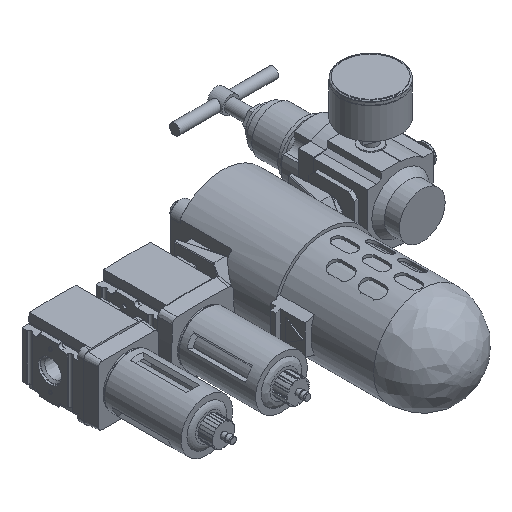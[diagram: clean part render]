
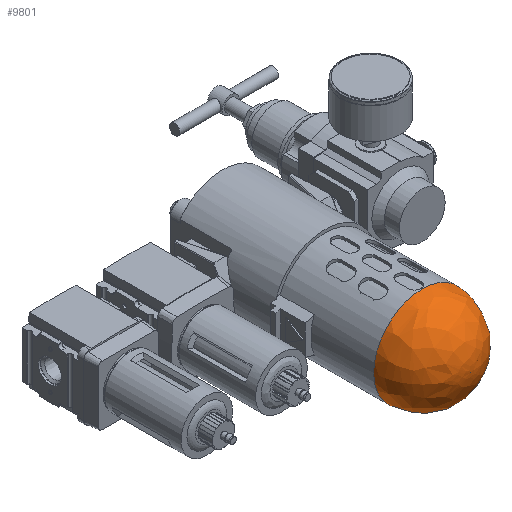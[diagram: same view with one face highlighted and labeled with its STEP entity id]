
A CAD part, isometric view. The second image highlights one B-rep face of the part: STEP entity #9801.
In plain terms, the highlighted free-form (B-spline) face has degree [3, 3] with [4, 7] control points.
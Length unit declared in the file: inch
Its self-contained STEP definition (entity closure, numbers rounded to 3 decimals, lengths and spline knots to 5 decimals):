
#291 = CARTESIAN_POINT ( 'NONE',  ( -0.72125, -5.0025, 0. ) ) ;
#327 = EDGE_CURVE ( 'NONE', #12112, #12112, #1749, .T. ) ;
#492 = CARTESIAN_POINT ( 'NONE',  ( -1.23125, -4.4925, 0. ) ) ;
#1749 = CIRCLE ( 'NONE', #28440, 1.23125 ) ;
#3636 = CARTESIAN_POINT ( 'NONE',  ( 0., -5.0025, 0. ) ) ;
#4048 = CARTESIAN_POINT ( 'NONE',  ( 1.23125, -4.4925, 2.4625 ) ) ;
#4670 = CARTESIAN_POINT ( 'NONE',  ( -1.23125, -3.77125, 0. ) ) ;
#4871 = CARTESIAN_POINT ( 'NONE',  ( -1.23125, -4.4925, -2.4625 ) ) ;
#6763 = CARTESIAN_POINT ( 'NONE',  ( 0.72125, -5.0025, -1.4425 ) ) ;
#7166 =( BOUNDED_SURFACE ( )  B_SPLINE_SURFACE ( 3, 3, ( 
 ( #32253, #35176, #25773, #28908, #3636, #10107, #12624 ),
 ( #291, #22645, #13037, #38515, #6763, #35585, #16384 ),
 ( #492, #25361, #4048, #9482, #33483, #4871, #39748 ),
 ( #4670, #29953, #39343, #29738, #39135, #17620, #17003 ) ),
 .UNSPECIFIED., .F., .T., .F. ) 
 B_SPLINE_SURFACE_WITH_KNOTS ( ( 4, 4 ),
 ( 4, 3, 4 ),
 ( 0., 1. ),
 ( 0., 0.5, 1. ),
 .UNSPECIFIED. ) 
 GEOMETRIC_REPRESENTATION_ITEM ( )  RATIONAL_B_SPLINE_SURFACE ( (
 ( 1., 0.333, 0.333, 1., 0.333, 0.333, 1.),
 ( 0.805, 0.268, 0.268, 0.805, 0.268, 0.268, 0.805),
 ( 0.805, 0.268, 0.268, 0.805, 0.268, 0.268, 0.805),
 ( 1., 0.333, 0.333, 1., 0.333, 0.333, 1.) ) ) 
 REPRESENTATION_ITEM ( '' )  SURFACE ( )  );
#9482 = CARTESIAN_POINT ( 'NONE',  ( 1.23125, -4.4925, 0. ) ) ;
#9801 = ADVANCED_FACE ( 'NONE', ( #32667 ), #7166, .F. ) ;
#10107 = CARTESIAN_POINT ( 'NONE',  ( 0., -5.0025, 0. ) ) ;
#12112 = VERTEX_POINT ( 'NONE', #34873 ) ;
#12624 = CARTESIAN_POINT ( 'NONE',  ( 0., -5.0025, 0. ) ) ;
#13037 = CARTESIAN_POINT ( 'NONE',  ( 0.72125, -5.0025, 1.4425 ) ) ;
#16384 = CARTESIAN_POINT ( 'NONE',  ( -0.72125, -5.0025, 0. ) ) ;
#17003 = CARTESIAN_POINT ( 'NONE',  ( -1.23125, -3.77125, 0. ) ) ;
#17620 = CARTESIAN_POINT ( 'NONE',  ( -1.23125, -3.77125, -2.4625 ) ) ;
#22645 = CARTESIAN_POINT ( 'NONE',  ( -0.72125, -5.0025, 1.4425 ) ) ;
#23126 = CARTESIAN_POINT ( 'NONE',  ( 0., -3.77125, 0. ) ) ;
#25361 = CARTESIAN_POINT ( 'NONE',  ( -1.23125, -4.4925, 2.4625 ) ) ;
#25773 = CARTESIAN_POINT ( 'NONE',  ( 0., -5.0025, 0. ) ) ;
#26957 = ORIENTED_EDGE ( 'NONE', *, *, #327, .T. ) ;
#27333 = EDGE_LOOP ( 'NONE', ( #26957 ) ) ;
#28440 = AXIS2_PLACEMENT_3D ( 'NONE', #23126, #35866, #29807 ) ;
#28908 = CARTESIAN_POINT ( 'NONE',  ( 0., -5.0025, 0. ) ) ;
#29738 = CARTESIAN_POINT ( 'NONE',  ( 1.23125, -3.77125, 0. ) ) ;
#29807 = DIRECTION ( 'NONE',  ( 0., 0., 1. ) ) ;
#29953 = CARTESIAN_POINT ( 'NONE',  ( -1.23125, -3.77125, 2.4625 ) ) ;
#32253 = CARTESIAN_POINT ( 'NONE',  ( 0., -5.0025, 0. ) ) ;
#32667 = FACE_OUTER_BOUND ( 'NONE', #27333, .T. ) ;
#33483 = CARTESIAN_POINT ( 'NONE',  ( 1.23125, -4.4925, -2.4625 ) ) ;
#34873 = CARTESIAN_POINT ( 'NONE',  ( 0., -3.77125, 1.23125 ) ) ;
#35176 = CARTESIAN_POINT ( 'NONE',  ( 0., -5.0025, 0. ) ) ;
#35585 = CARTESIAN_POINT ( 'NONE',  ( -0.72125, -5.0025, -1.4425 ) ) ;
#35866 = DIRECTION ( 'NONE',  ( 0., -1., 0. ) ) ;
#38515 = CARTESIAN_POINT ( 'NONE',  ( 0.72125, -5.0025, 0. ) ) ;
#39135 = CARTESIAN_POINT ( 'NONE',  ( 1.23125, -3.77125, -2.4625 ) ) ;
#39343 = CARTESIAN_POINT ( 'NONE',  ( 1.23125, -3.77125, 2.4625 ) ) ;
#39748 = CARTESIAN_POINT ( 'NONE',  ( -1.23125, -4.4925, 0. ) ) ;
